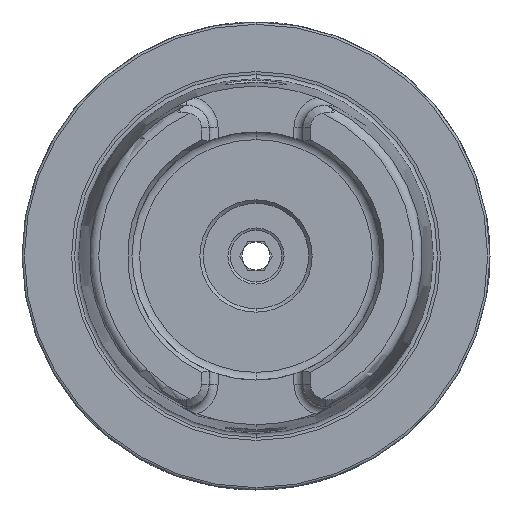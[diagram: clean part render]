
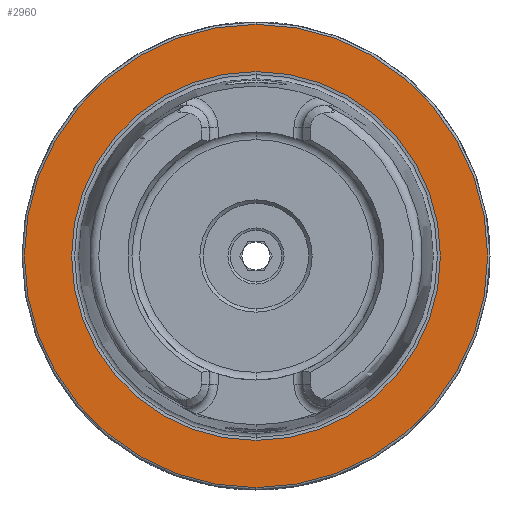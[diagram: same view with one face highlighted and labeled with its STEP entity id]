
A CAD part, left-side view. The second image highlights one B-rep face of the part: STEP entity #2960.
In plain terms, the highlighted planar face has unit normal (-1, 0, 0).
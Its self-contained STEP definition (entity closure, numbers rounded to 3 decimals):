
#519 = CARTESIAN_POINT ( 'NONE',  ( 0., 0., 0. ) ) ;
#520 = DIRECTION ( 'NONE',  ( -1., 0., 0. ) ) ;
#521 = DIRECTION ( 'NONE',  ( 0., 0., 1. ) ) ;
#614 = CARTESIAN_POINT ( 'NONE',  ( 0., 0., 0. ) ) ;
#615 = DIRECTION ( 'NONE',  ( -1., 0., 0. ) ) ;
#616 = DIRECTION ( 'NONE',  ( 0., 0., 1. ) ) ;
#1364 = EDGE_CURVE ( 'NONE', #1797, #1796, #6042, .T. ) ;
#1365 = EDGE_CURVE ( 'NONE', #1793, #1792, #6045, .T. ) ;
#1792 = VERTEX_POINT ( 'NONE', #9483 ) ;
#1793 = VERTEX_POINT ( 'NONE', #9484 ) ;
#1796 = VERTEX_POINT ( 'NONE', #9487 ) ;
#1797 = VERTEX_POINT ( 'NONE', #9488 ) ;
#2960 = ADVANCED_FACE ( 'NONE', ( #8773, #8783 ), #9828, .F. ) ;
#4043 = ORIENTED_EDGE ( 'NONE', *, *, #1364, .F. ) ;
#4044 = ORIENTED_EDGE ( 'NONE', *, *, #4446, .F. ) ;
#4045 = ORIENTED_EDGE ( 'NONE', *, *, #4463, .T. ) ;
#4046 = ORIENTED_EDGE ( 'NONE', *, *, #1365, .T. ) ;
#4294 = EDGE_LOOP ( 'NONE', ( #4045, #4046 ) ) ;
#4309 = EDGE_LOOP ( 'NONE', ( #4043, #4044 ) ) ;
#4446 = EDGE_CURVE ( 'NONE', #1796, #1797, #9168, .T. ) ;
#4463 = EDGE_CURVE ( 'NONE', #1792, #1793, #9192, .T. ) ;
#4599 = AXIS2_PLACEMENT_3D ( 'NONE', #6845, #6846, #6847 ) ;
#4600 = AXIS2_PLACEMENT_3D ( 'NONE', #6848, #6849, #6850 ) ;
#4814 = AXIS2_PLACEMENT_3D ( 'NONE', #9825, #9830, #9831 ) ;
#5025 = AXIS2_PLACEMENT_3D ( 'NONE', #519, #520, #521 ) ;
#5035 = AXIS2_PLACEMENT_3D ( 'NONE', #614, #615, #616 ) ;
#6042 = CIRCLE ( 'NONE', #4599, 39.405 ) ;
#6045 = CIRCLE ( 'NONE', #4600, 49.5 ) ;
#6845 = CARTESIAN_POINT ( 'NONE',  ( 0., 0., 0. ) ) ;
#6846 = DIRECTION ( 'NONE',  ( -1., 0., 0. ) ) ;
#6847 = DIRECTION ( 'NONE',  ( 0., 0., 1. ) ) ;
#6848 = CARTESIAN_POINT ( 'NONE',  ( 0., 0., 0. ) ) ;
#6849 = DIRECTION ( 'NONE',  ( -1., 0., 0. ) ) ;
#6850 = DIRECTION ( 'NONE',  ( 0., 0., 1. ) ) ;
#8773 = FACE_BOUND ( 'NONE', #4309, .T. ) ;
#8783 = FACE_OUTER_BOUND ( 'NONE', #4294, .T. ) ;
#9168 = CIRCLE ( 'NONE', #5025, 39.405 ) ;
#9192 = CIRCLE ( 'NONE', #5035, 49.5 ) ;
#9483 = CARTESIAN_POINT ( 'NONE',  ( 0., 0., 49.5 ) ) ;
#9484 = CARTESIAN_POINT ( 'NONE',  ( 0., 0., -49.5 ) ) ;
#9487 = CARTESIAN_POINT ( 'NONE',  ( 0., 0., -39.405 ) ) ;
#9488 = CARTESIAN_POINT ( 'NONE',  ( 0., 0., 39.405 ) ) ;
#9825 = CARTESIAN_POINT ( 'NONE',  ( 0., 49.5, 0. ) ) ;
#9828 = PLANE ( 'NONE',  #4814 ) ;
#9830 = DIRECTION ( 'NONE',  ( 1., 0., 0. ) ) ;
#9831 = DIRECTION ( 'NONE',  ( 0., 0., -1. ) ) ;
